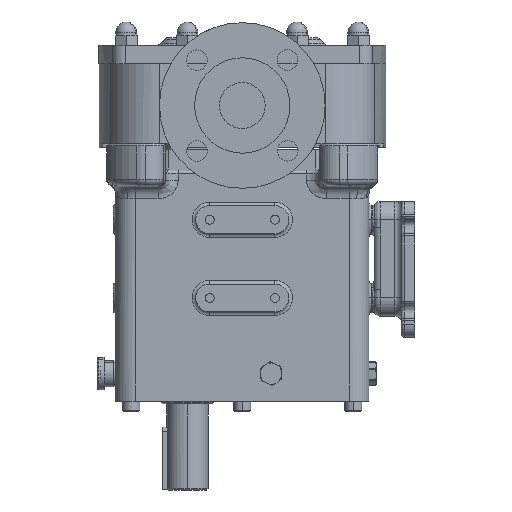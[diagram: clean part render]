
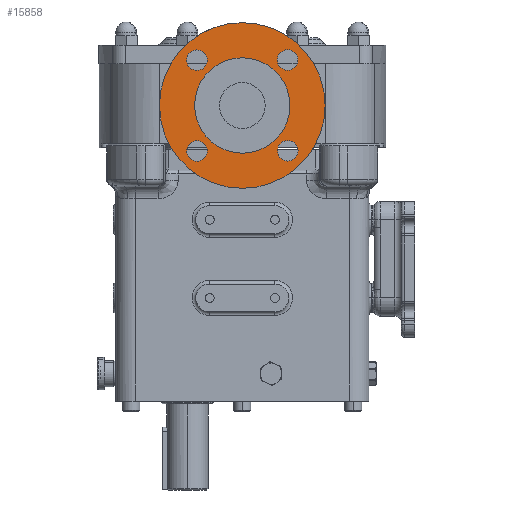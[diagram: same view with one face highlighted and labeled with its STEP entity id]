
A CAD part, left-side view. The second image highlights one B-rep face of the part: STEP entity #15858.
In plain terms, the highlighted face is planar.
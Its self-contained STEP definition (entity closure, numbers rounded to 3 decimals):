
#88 = DIRECTION ( 'NONE',  ( 0., 0., -1. ) ) ;
#107 = CARTESIAN_POINT ( 'NONE',  ( -1.5, 34.79, -34.79 ) ) ;
#614 = CIRCLE ( 'NONE', #5049, 7.9 ) ;
#912 = VERTEX_POINT ( 'NONE', #14255 ) ;
#1016 = AXIS2_PLACEMENT_3D ( 'NONE', #3847, #23093, #25131 ) ;
#1541 = FACE_BOUND ( 'NONE', #27575, .T. ) ;
#1713 = EDGE_LOOP ( 'NONE', ( #18893, #29919 ) ) ;
#1932 = ORIENTED_EDGE ( 'NONE', *, *, #26116, .F. ) ;
#2340 = CIRCLE ( 'NONE', #18139, 63.5 ) ;
#2787 = EDGE_CURVE ( 'NONE', #14587, #7965, #20952, .T. ) ;
#2996 = DIRECTION ( 'NONE',  ( 0., 0., -1. ) ) ;
#3556 = VERTEX_POINT ( 'NONE', #5050 ) ;
#3801 = EDGE_CURVE ( 'NONE', #28865, #13914, #26451, .T. ) ;
#3832 = CARTESIAN_POINT ( 'NONE',  ( -1.5, -34.79, 34.79 ) ) ;
#3847 = CARTESIAN_POINT ( 'NONE',  ( -1.5, 0., 0. ) ) ;
#4324 = CARTESIAN_POINT ( 'NONE',  ( -1.5, 34.79, -26.89 ) ) ;
#5010 = CARTESIAN_POINT ( 'NONE',  ( -1.5, -34.79, 34.79 ) ) ;
#5049 = AXIS2_PLACEMENT_3D ( 'NONE', #3832, #29419, #29729 ) ;
#5050 = CARTESIAN_POINT ( 'NONE',  ( -1.5, -34.79, -42.69 ) ) ;
#5357 = AXIS2_PLACEMENT_3D ( 'NONE', #20839, #17818, #27234 ) ;
#6326 = FACE_BOUND ( 'NONE', #27173, .T. ) ;
#7034 = CIRCLE ( 'NONE', #8028, 36.55 ) ;
#7092 = DIRECTION ( 'NONE',  ( 0., 0., -1. ) ) ;
#7402 = ORIENTED_EDGE ( 'NONE', *, *, #2787, .F. ) ;
#7444 = CIRCLE ( 'NONE', #28622, 7.9 ) ;
#7901 = CARTESIAN_POINT ( 'NONE',  ( -1.5, 34.824, 34.755 ) ) ;
#7965 = VERTEX_POINT ( 'NONE', #21972 ) ;
#8028 = AXIS2_PLACEMENT_3D ( 'NONE', #12094, #10101, #2996 ) ;
#8634 = PLANE ( 'NONE',  #21561 ) ;
#9114 = ORIENTED_EDGE ( 'NONE', *, *, #27761, .F. ) ;
#9215 = EDGE_CURVE ( 'NONE', #23117, #22144, #7444, .T. ) ;
#9755 = VERTEX_POINT ( 'NONE', #15100 ) ;
#10101 = DIRECTION ( 'NONE',  ( 1., 0., 0. ) ) ;
#10108 = EDGE_CURVE ( 'NONE', #28972, #9755, #614, .T. ) ;
#10294 = AXIS2_PLACEMENT_3D ( 'NONE', #5010, #14415, #88 ) ;
#10472 = EDGE_LOOP ( 'NONE', ( #22403, #13650 ) ) ;
#10722 = CIRCLE ( 'NONE', #29907, 7.9 ) ;
#10989 = ORIENTED_EDGE ( 'NONE', *, *, #19295, .F. ) ;
#11247 = FACE_OUTER_BOUND ( 'NONE', #10472, .T. ) ;
#11877 = EDGE_CURVE ( 'NONE', #13914, #28865, #30130, .T. ) ;
#11966 = DIRECTION ( 'NONE',  ( 1., 0., 0. ) ) ;
#12094 = CARTESIAN_POINT ( 'NONE',  ( -1.5, 0., 0. ) ) ;
#12304 = VERTEX_POINT ( 'NONE', #22387 ) ;
#12919 = EDGE_CURVE ( 'NONE', #22144, #23117, #10722, .T. ) ;
#13034 = DIRECTION ( 'NONE',  ( 0., 0., -1. ) ) ;
#13151 = AXIS2_PLACEMENT_3D ( 'NONE', #23296, #30388, #18689 ) ;
#13498 = DIRECTION ( 'NONE',  ( 1., 0., 0. ) ) ;
#13650 = ORIENTED_EDGE ( 'NONE', *, *, #29271, .T. ) ;
#13727 = ORIENTED_EDGE ( 'NONE', *, *, #10108, .F. ) ;
#13737 = DIRECTION ( 'NONE',  ( 1., 0., 0. ) ) ;
#13848 = CARTESIAN_POINT ( 'NONE',  ( -1.5, -34.79, -34.79 ) ) ;
#13914 = VERTEX_POINT ( 'NONE', #4324 ) ;
#14255 = CARTESIAN_POINT ( 'NONE',  ( -1.5, 0., -63.5 ) ) ;
#14286 = CIRCLE ( 'NONE', #1016, 63.5 ) ;
#14415 = DIRECTION ( 'NONE',  ( 1., 0., 0. ) ) ;
#14587 = VERTEX_POINT ( 'NONE', #29595 ) ;
#15100 = CARTESIAN_POINT ( 'NONE',  ( -1.5, -34.79, 42.69 ) ) ;
#15418 = FACE_BOUND ( 'NONE', #18400, .T. ) ;
#15858 = ADVANCED_FACE ( 'NONE', ( #1541, #29758, #15418, #29447, #11247, #6326 ), #8634, .T. ) ;
#16090 = CARTESIAN_POINT ( 'NONE',  ( -1.5, 0., 0. ) ) ;
#16146 = DIRECTION ( 'NONE',  ( 0., 0., -1. ) ) ;
#16748 = AXIS2_PLACEMENT_3D ( 'NONE', #13848, #20922, #27897 ) ;
#16841 = AXIS2_PLACEMENT_3D ( 'NONE', #107, #11966, #16146 ) ;
#17056 = CARTESIAN_POINT ( 'NONE',  ( -1.5, 34.824, 34.755 ) ) ;
#17324 = DIRECTION ( 'NONE',  ( 1., 0., 0. ) ) ;
#17818 = DIRECTION ( 'NONE',  ( 1., 0., 0. ) ) ;
#18044 = DIRECTION ( 'NONE',  ( 1., 0., 0. ) ) ;
#18139 = AXIS2_PLACEMENT_3D ( 'NONE', #28067, #13737, #7092 ) ;
#18400 = EDGE_LOOP ( 'NONE', ( #10989, #1932 ) ) ;
#18689 = DIRECTION ( 'NONE',  ( 0., 0., -1. ) ) ;
#18893 = ORIENTED_EDGE ( 'NONE', *, *, #3801, .F. ) ;
#19295 = EDGE_CURVE ( 'NONE', #3556, #23795, #26117, .T. ) ;
#20470 = DIRECTION ( 'NONE',  ( 0., 0., -1. ) ) ;
#20839 = CARTESIAN_POINT ( 'NONE',  ( -1.5, -34.79, -34.79 ) ) ;
#20922 = DIRECTION ( 'NONE',  ( 1., 0., 0. ) ) ;
#20952 = CIRCLE ( 'NONE', #28870, 36.55 ) ;
#21409 = ORIENTED_EDGE ( 'NONE', *, *, #9215, .F. ) ;
#21561 = AXIS2_PLACEMENT_3D ( 'NONE', #24839, #18044, #20470 ) ;
#21881 = EDGE_CURVE ( 'NONE', #7965, #14587, #7034, .T. ) ;
#21972 = CARTESIAN_POINT ( 'NONE',  ( -1.5, 0., 36.55 ) ) ;
#22144 = VERTEX_POINT ( 'NONE', #28728 ) ;
#22387 = CARTESIAN_POINT ( 'NONE',  ( -1.5, 0., 63.5 ) ) ;
#22394 = ORIENTED_EDGE ( 'NONE', *, *, #21881, .F. ) ;
#22403 = ORIENTED_EDGE ( 'NONE', *, *, #24744, .T. ) ;
#23093 = DIRECTION ( 'NONE',  ( 1., 0., 0. ) ) ;
#23117 = VERTEX_POINT ( 'NONE', #23562 ) ;
#23296 = CARTESIAN_POINT ( 'NONE',  ( -1.5, 34.79, -34.79 ) ) ;
#23562 = CARTESIAN_POINT ( 'NONE',  ( -1.5, 34.824, 26.855 ) ) ;
#23795 = VERTEX_POINT ( 'NONE', #26250 ) ;
#24102 = CIRCLE ( 'NONE', #10294, 7.9 ) ;
#24744 = EDGE_CURVE ( 'NONE', #912, #12304, #2340, .T. ) ;
#24839 = CARTESIAN_POINT ( 'NONE',  ( -1.5, 36.55, 0. ) ) ;
#25131 = DIRECTION ( 'NONE',  ( 0., 0., -1. ) ) ;
#25513 = DIRECTION ( 'NONE',  ( 1., 0., 0. ) ) ;
#26116 = EDGE_CURVE ( 'NONE', #23795, #3556, #30474, .T. ) ;
#26117 = CIRCLE ( 'NONE', #16748, 7.9 ) ;
#26217 = CARTESIAN_POINT ( 'NONE',  ( -1.5, 34.79, -42.69 ) ) ;
#26250 = CARTESIAN_POINT ( 'NONE',  ( -1.5, -34.79, -26.89 ) ) ;
#26451 = CIRCLE ( 'NONE', #13151, 7.9 ) ;
#26728 = DIRECTION ( 'NONE',  ( 0., 0., -1. ) ) ;
#26731 = DIRECTION ( 'NONE',  ( 0., 0., -1. ) ) ;
#27173 = EDGE_LOOP ( 'NONE', ( #7402, #22394 ) ) ;
#27234 = DIRECTION ( 'NONE',  ( 0., 0., -1. ) ) ;
#27575 = EDGE_LOOP ( 'NONE', ( #21409, #28711 ) ) ;
#27761 = EDGE_CURVE ( 'NONE', #9755, #28972, #24102, .T. ) ;
#27897 = DIRECTION ( 'NONE',  ( 0., 0., -1. ) ) ;
#28065 = EDGE_LOOP ( 'NONE', ( #13727, #9114 ) ) ;
#28067 = CARTESIAN_POINT ( 'NONE',  ( -1.5, 0., 0. ) ) ;
#28373 = CARTESIAN_POINT ( 'NONE',  ( -1.5, -34.79, 26.89 ) ) ;
#28622 = AXIS2_PLACEMENT_3D ( 'NONE', #7901, #17324, #26731 ) ;
#28711 = ORIENTED_EDGE ( 'NONE', *, *, #12919, .F. ) ;
#28728 = CARTESIAN_POINT ( 'NONE',  ( -1.5, 34.824, 42.655 ) ) ;
#28865 = VERTEX_POINT ( 'NONE', #26217 ) ;
#28870 = AXIS2_PLACEMENT_3D ( 'NONE', #16090, #25513, #26728 ) ;
#28972 = VERTEX_POINT ( 'NONE', #28373 ) ;
#29271 = EDGE_CURVE ( 'NONE', #12304, #912, #14286, .T. ) ;
#29419 = DIRECTION ( 'NONE',  ( 1., 0., 0. ) ) ;
#29447 = FACE_BOUND ( 'NONE', #28065, .T. ) ;
#29595 = CARTESIAN_POINT ( 'NONE',  ( -1.5, 0., -36.55 ) ) ;
#29729 = DIRECTION ( 'NONE',  ( 0., 0., -1. ) ) ;
#29758 = FACE_BOUND ( 'NONE', #1713, .T. ) ;
#29907 = AXIS2_PLACEMENT_3D ( 'NONE', #17056, #13498, #13034 ) ;
#29919 = ORIENTED_EDGE ( 'NONE', *, *, #11877, .F. ) ;
#30130 = CIRCLE ( 'NONE', #16841, 7.9 ) ;
#30388 = DIRECTION ( 'NONE',  ( 1., 0., 0. ) ) ;
#30474 = CIRCLE ( 'NONE', #5357, 7.9 ) ;
